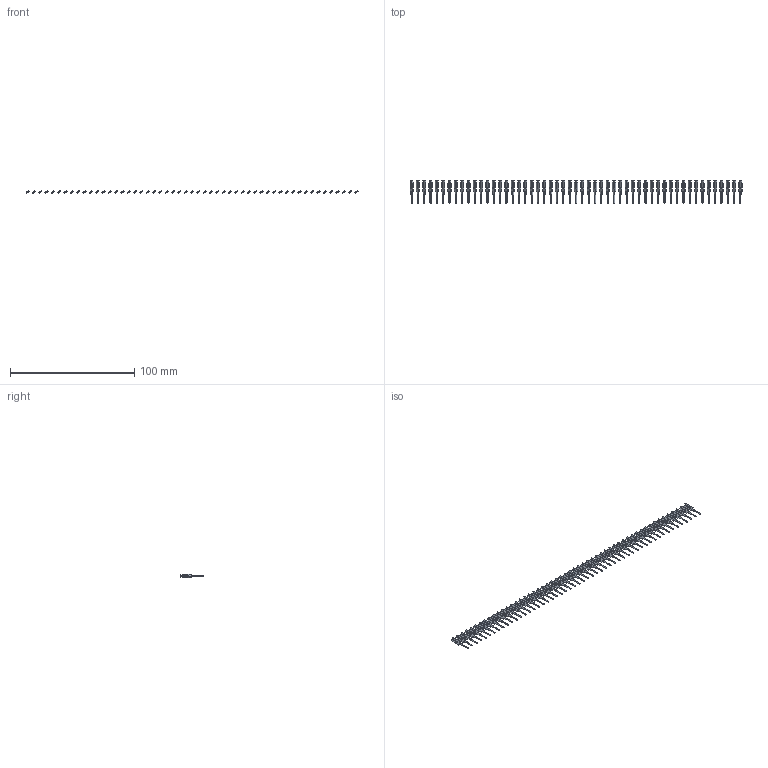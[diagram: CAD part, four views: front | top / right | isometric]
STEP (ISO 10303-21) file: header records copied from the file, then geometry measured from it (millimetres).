
FILE_DESCRIPTION (( 'STEP AP203' ), '1' );
FILE_NAME ('106-053-251-200.STEP', '2020-04-16T20:36:54', ( '' ), ( '' ), 'SwSTEP 2.0', 'SolidWorks 2016', '' );
FILE_SCHEMA (( 'CONFIG_CONTROL_DESIGN' ));
Length unit declared in the file: inch
Products named in the file (2): 106-053-251-200; 100-290-001_100-290-251
Assembly tree (53 placements, depth 2):
  106-053-251-200
    100-290-001_100-290-251  x53
Bounding box: 266.69 x 17.91 x 2.53 mm (x, y, z)
Volume: 969 mm3; surface area: 4763 mm2
Topology: 53 solids, 53 shells, 1484 faces, 4134 edges, 2756 vertices
Faces by surface type: plane 1166, cylinder 318
Entity records: 2758 total; most frequent: DIRECTION 254, CARTESIAN_POINT 226, ORIENTED_EDGE 156, DATE_AND_TIME 116, LOCAL_TIME 116, COORDINATED_UNIVERSAL_TIME_OFFSET 116, CALENDAR_DATE 116, AXIS2_PLACEMENT_3D 96
